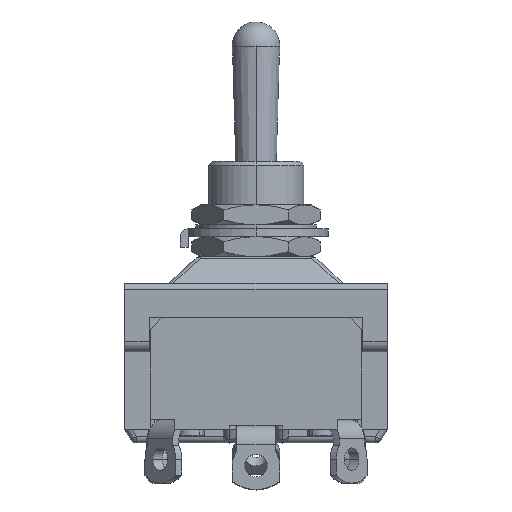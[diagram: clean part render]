
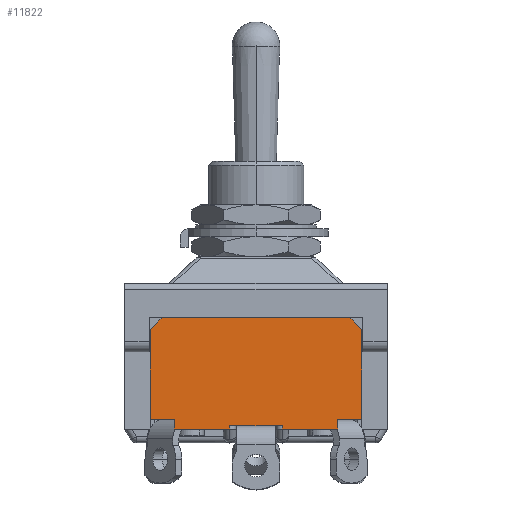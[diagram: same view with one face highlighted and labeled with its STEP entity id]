
A CAD part, top view. The second image highlights one B-rep face of the part: STEP entity #11822.
In plain terms, the highlighted planar face has unit normal (0, 0, 1).
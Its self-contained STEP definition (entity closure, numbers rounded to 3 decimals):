
#109 = ORIENTED_EDGE ( 'NONE', *, *, #691, .F. ) ;
#151 = VECTOR ( 'NONE', #11137, 1000. ) ;
#313 = VERTEX_POINT ( 'NONE', #10563 ) ;
#415 = VERTEX_POINT ( 'NONE', #10912 ) ;
#619 = VECTOR ( 'NONE', #1186, 1000. ) ;
#691 = EDGE_CURVE ( 'NONE', #3055, #8994, #10642, .T. ) ;
#692 = DIRECTION ( 'NONE',  ( -1., 0., 0. ) ) ;
#774 = CARTESIAN_POINT ( 'NONE',  ( -13.3, -5., 18.2 ) ) ;
#913 = ORIENTED_EDGE ( 'NONE', *, *, #4569, .F. ) ;
#1186 = DIRECTION ( 'NONE',  ( 1., 0., 0. ) ) ;
#1352 = LINE ( 'NONE', #8287, #2038 ) ;
#1803 = DIRECTION ( 'NONE',  ( 0., 0., -1. ) ) ;
#2027 = CARTESIAN_POINT ( 'NONE',  ( 0., -3.5, 18.2 ) ) ;
#2038 = VECTOR ( 'NONE', #6201, 1000. ) ;
#2062 = LINE ( 'NONE', #5708, #5199 ) ;
#2082 = CARTESIAN_POINT ( 'NONE',  ( -10.246, -17.5, 18.2 ) ) ;
#2183 = EDGE_CURVE ( 'NONE', #4125, #10490, #8352, .T. ) ;
#2532 = ORIENTED_EDGE ( 'NONE', *, *, #5781, .T. ) ;
#2561 = EDGE_CURVE ( 'NONE', #3228, #10707, #2062, .T. ) ;
#2639 = VERTEX_POINT ( 'NONE', #7743 ) ;
#2909 = LINE ( 'NONE', #2027, #4557 ) ;
#3039 = CARTESIAN_POINT ( 'NONE',  ( 3.3, -17.1, 18.2 ) ) ;
#3055 = VERTEX_POINT ( 'NONE', #9738 ) ;
#3087 = CARTESIAN_POINT ( 'NONE',  ( -11.8, -3.5, 18.2 ) ) ;
#3228 = VERTEX_POINT ( 'NONE', #4010 ) ;
#3340 = ORIENTED_EDGE ( 'NONE', *, *, #3807, .F. ) ;
#3684 = LINE ( 'NONE', #3087, #6178 ) ;
#3807 = EDGE_CURVE ( 'NONE', #5654, #313, #1352, .T. ) ;
#4010 = CARTESIAN_POINT ( 'NONE',  ( 13.3, -5., 18.2 ) ) ;
#4111 = CARTESIAN_POINT ( 'NONE',  ( 0., -17.5, 18.2 ) ) ;
#4125 = VERTEX_POINT ( 'NONE', #5730 ) ;
#4177 = DIRECTION ( 'NONE',  ( 0., -1., 0. ) ) ;
#4201 = LINE ( 'NONE', #11328, #12301 ) ;
#4536 = ORIENTED_EDGE ( 'NONE', *, *, #13514, .T. ) ;
#4557 = VECTOR ( 'NONE', #11595, 1000. ) ;
#4569 = EDGE_CURVE ( 'NONE', #10490, #8734, #3684, .T. ) ;
#4592 = LINE ( 'NONE', #9109, #151 ) ;
#4979 = VERTEX_POINT ( 'NONE', #5698 ) ;
#5145 = ORIENTED_EDGE ( 'NONE', *, *, #6886, .T. ) ;
#5157 = ORIENTED_EDGE ( 'NONE', *, *, #5375, .T. ) ;
#5188 = AXIS2_PLACEMENT_3D ( 'NONE', #11246, #1803, #692 ) ;
#5199 = VECTOR ( 'NONE', #11949, 1000. ) ;
#5219 = DIRECTION ( 'NONE',  ( 0.707, 0.707, 0. ) ) ;
#5375 = EDGE_CURVE ( 'NONE', #5654, #3228, #9161, .T. ) ;
#5396 = CARTESIAN_POINT ( 'NONE',  ( 3.3, -17.1, 18.2 ) ) ;
#5646 = LINE ( 'NONE', #4111, #6650 ) ;
#5654 = VERTEX_POINT ( 'NONE', #12245 ) ;
#5698 = CARTESIAN_POINT ( 'NONE',  ( 10.246, -17.5, 18.2 ) ) ;
#5708 = CARTESIAN_POINT ( 'NONE',  ( 11.8, -3.5, 18.2 ) ) ;
#5730 = CARTESIAN_POINT ( 'NONE',  ( -13.3, -16.3, 18.2 ) ) ;
#5781 = EDGE_CURVE ( 'NONE', #13009, #415, #5646, .T. ) ;
#5958 = ORIENTED_EDGE ( 'NONE', *, *, #2183, .F. ) ;
#6037 = DIRECTION ( 'NONE',  ( 0., -1., 0. ) ) ;
#6093 = CARTESIAN_POINT ( 'NONE',  ( -13.3, -17.5, 18.2 ) ) ;
#6178 = VECTOR ( 'NONE', #5219, 1000. ) ;
#6201 = DIRECTION ( 'NONE',  ( -1., 0., 0. ) ) ;
#6388 = ORIENTED_EDGE ( 'NONE', *, *, #12475, .T. ) ;
#6585 = DIRECTION ( 'NONE',  ( 0., 1., 0. ) ) ;
#6650 = VECTOR ( 'NONE', #9408, 1000. ) ;
#6687 = CARTESIAN_POINT ( 'NONE',  ( -3.3, -17.1, 18.2 ) ) ;
#6820 = CARTESIAN_POINT ( 'NONE',  ( -3.3, -17.1, 18.2 ) ) ;
#6886 = EDGE_CURVE ( 'NONE', #10029, #13009, #12586, .T. ) ;
#7024 = PLANE ( 'NONE',  #5188 ) ;
#7260 = ORIENTED_EDGE ( 'NONE', *, *, #10436, .T. ) ;
#7574 = FACE_OUTER_BOUND ( 'NONE', #11984, .T. ) ;
#7743 = CARTESIAN_POINT ( 'NONE',  ( 3.3, -17.5, 18.2 ) ) ;
#7971 = ORIENTED_EDGE ( 'NONE', *, *, #2561, .T. ) ;
#8287 = CARTESIAN_POINT ( 'NONE',  ( 10.246, -16.3, 18.2 ) ) ;
#8352 = LINE ( 'NONE', #6093, #12987 ) ;
#8497 = CARTESIAN_POINT ( 'NONE',  ( -11.8, -3.5, 18.2 ) ) ;
#8548 = VECTOR ( 'NONE', #11982, 1000. ) ;
#8600 = DIRECTION ( 'NONE',  ( 0., -1., 0. ) ) ;
#8734 = VERTEX_POINT ( 'NONE', #8497 ) ;
#8994 = VERTEX_POINT ( 'NONE', #6820 ) ;
#9109 = CARTESIAN_POINT ( 'NONE',  ( 0., -17.5, 18.2 ) ) ;
#9161 = LINE ( 'NONE', #9470, #12781 ) ;
#9206 = DIRECTION ( 'NONE',  ( 0., 1., 0. ) ) ;
#9408 = DIRECTION ( 'NONE',  ( 1., 0., 0. ) ) ;
#9436 = DIRECTION ( 'NONE',  ( -1., 0., 0. ) ) ;
#9445 = CARTESIAN_POINT ( 'NONE',  ( -10.246, -16.3, 18.2 ) ) ;
#9470 = CARTESIAN_POINT ( 'NONE',  ( 13.3, -17.5, 18.2 ) ) ;
#9738 = CARTESIAN_POINT ( 'NONE',  ( 3.3, -17.1, 18.2 ) ) ;
#10029 = VERTEX_POINT ( 'NONE', #9445 ) ;
#10319 = VECTOR ( 'NONE', #9436, 1000. ) ;
#10436 = EDGE_CURVE ( 'NONE', #2639, #4979, #4592, .T. ) ;
#10455 = CARTESIAN_POINT ( 'NONE',  ( 11.8, -3.5, 18.2 ) ) ;
#10490 = VERTEX_POINT ( 'NONE', #774 ) ;
#10544 = CARTESIAN_POINT ( 'NONE',  ( -10.246, -16.3, 18.2 ) ) ;
#10563 = CARTESIAN_POINT ( 'NONE',  ( 10.246, -16.3, 18.2 ) ) ;
#10642 = LINE ( 'NONE', #3039, #10319 ) ;
#10707 = VERTEX_POINT ( 'NONE', #10455 ) ;
#10840 = LINE ( 'NONE', #5396, #11171 ) ;
#10912 = CARTESIAN_POINT ( 'NONE',  ( -3.3, -17.5, 18.2 ) ) ;
#11111 = VECTOR ( 'NONE', #4177, 1000. ) ;
#11137 = DIRECTION ( 'NONE',  ( 1., 0., 0. ) ) ;
#11171 = VECTOR ( 'NONE', #8600, 1000. ) ;
#11246 = CARTESIAN_POINT ( 'NONE',  ( 0., -3.5, 18.2 ) ) ;
#11328 = CARTESIAN_POINT ( 'NONE',  ( 10.246, -16.3, 18.2 ) ) ;
#11595 = DIRECTION ( 'NONE',  ( -1., 0., 0. ) ) ;
#11822 = ADVANCED_FACE ( 'NONE', ( #7574 ), #7024, .F. ) ;
#11864 = LINE ( 'NONE', #11956, #619 ) ;
#11949 = DIRECTION ( 'NONE',  ( -0.707, 0.707, 0. ) ) ;
#11956 = CARTESIAN_POINT ( 'NONE',  ( -10.246, -16.3, 18.2 ) ) ;
#11982 = DIRECTION ( 'NONE',  ( 0., -1., 0. ) ) ;
#11984 = EDGE_LOOP ( 'NONE', ( #109, #4536, #7260, #12890, #3340, #5157, #7971, #6388, #913, #5958, #12045, #5145, #2532, #13167 ) ) ;
#12020 = EDGE_CURVE ( 'NONE', #4125, #10029, #11864, .T. ) ;
#12045 = ORIENTED_EDGE ( 'NONE', *, *, #12020, .T. ) ;
#12245 = CARTESIAN_POINT ( 'NONE',  ( 13.3, -16.3, 18.2 ) ) ;
#12301 = VECTOR ( 'NONE', #6037, 1000. ) ;
#12475 = EDGE_CURVE ( 'NONE', #10707, #8734, #2909, .T. ) ;
#12586 = LINE ( 'NONE', #10544, #11111 ) ;
#12767 = EDGE_CURVE ( 'NONE', #8994, #415, #13015, .T. ) ;
#12781 = VECTOR ( 'NONE', #6585, 1000. ) ;
#12890 = ORIENTED_EDGE ( 'NONE', *, *, #13324, .F. ) ;
#12987 = VECTOR ( 'NONE', #9206, 1000. ) ;
#13009 = VERTEX_POINT ( 'NONE', #2082 ) ;
#13015 = LINE ( 'NONE', #6687, #8548 ) ;
#13167 = ORIENTED_EDGE ( 'NONE', *, *, #12767, .F. ) ;
#13324 = EDGE_CURVE ( 'NONE', #313, #4979, #4201, .T. ) ;
#13514 = EDGE_CURVE ( 'NONE', #3055, #2639, #10840, .T. ) ;
